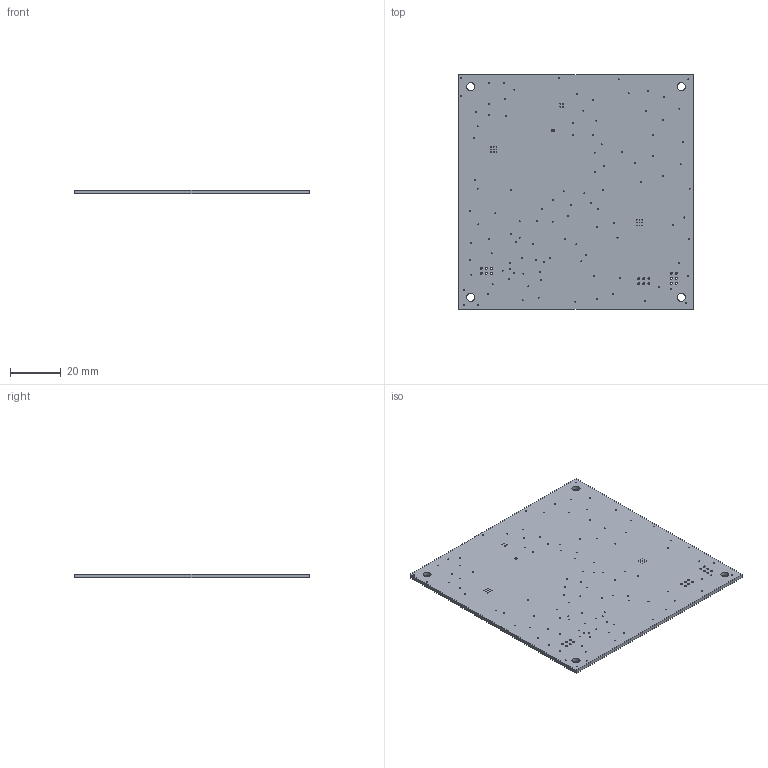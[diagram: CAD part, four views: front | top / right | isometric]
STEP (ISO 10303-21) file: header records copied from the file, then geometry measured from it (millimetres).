
FILE_DESCRIPTION(('KiCad electronic assembly'),'2;1');
FILE_NAME('comms-hardware.step','2021-03-02T14:48:01',('An Author'),( 'A Company'),'Open CASCADE STEP processor 6.9', 'KiCad to STEP converter','Unknown');
FILE_SCHEMA(('AUTOMOTIVE_DESIGN { 1 0 10303 214 1 1 1 1 }'));
Length unit declared in the file: millimetre
Products named in the file (2): Open CASCADE STEP translator 6.9 1; COMPOUND
Assembly tree (1 placements, depth 2):
  Open CASCADE STEP translator 6.9 1
    COMPOUND
Bounding box: 92.5 x 92.5 x 1.55 mm (x, y, z)
Volume: 13173.7 mm3; surface area: 17957.5 mm2
Topology: 1 solids, 1 shells, 163 faces, 483 edges, 322 vertices
Faces by surface type: cylinder 157, plane 6
Full cylindrical faces by diameter (mm): 0.3 x18, 0.35 x4, 0.4 x113, 0.8 x18, 3.2 x4
Entity records: 12605 total; most frequent: DIRECTION 2093, CARTESIAN_POINT 1936, ORIENTED_EDGE 966, PCURVE 966, DEFINITIONAL_REPRESENTATION 966, LINE 821, VECTOR 821, CIRCLE 628
